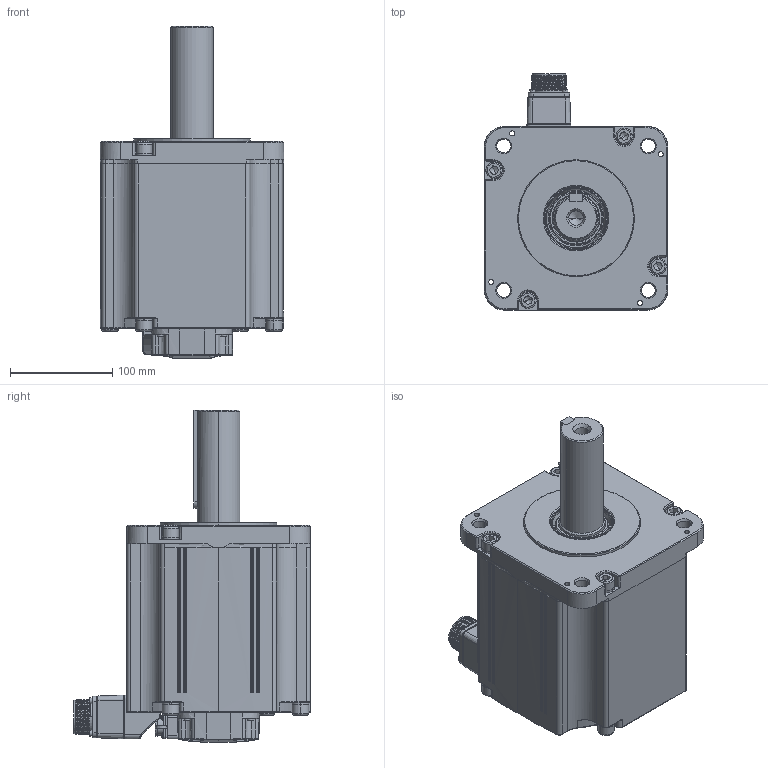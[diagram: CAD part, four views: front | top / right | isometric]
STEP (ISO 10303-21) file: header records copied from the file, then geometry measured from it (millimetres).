
FILE_DESCRIPTION (( 'STEP AP214' ), '1' );
FILE_NAME ('EM3G-55.STEP', '2023-11-17T01:04:33', ( '' ), ( '' ), 'SwSTEP 2.0', 'SolidWorks 2018', '' );
FILE_SCHEMA (( 'AUTOMOTIVE_DESIGN' ));
Length unit declared in the file: millimetre
Products named in the file (1): EM3G-55
Bounding box: 180 x 231.9 x 325 mm (x, y, z)
Volume: 5534185.8 mm3; surface area: 306987.3 mm2
Topology: 11 solids, 50 shells, 3352 faces, 8730 edges, 5534 vertices
Faces by surface type: plane 1558, cylinder 933, bspline 391, cone 256, torus 168, sphere 46
Entity records: 153279 total; most frequent: CARTESIAN_POINT 37181, ORIENTED_EDGE 17206, DIRECTION 15756, EDGE_CURVE 8603, AXIS2_PLACEMENT_3D 5571, VERTEX_POINT 5530, VECTOR 4614, LINE 4614
